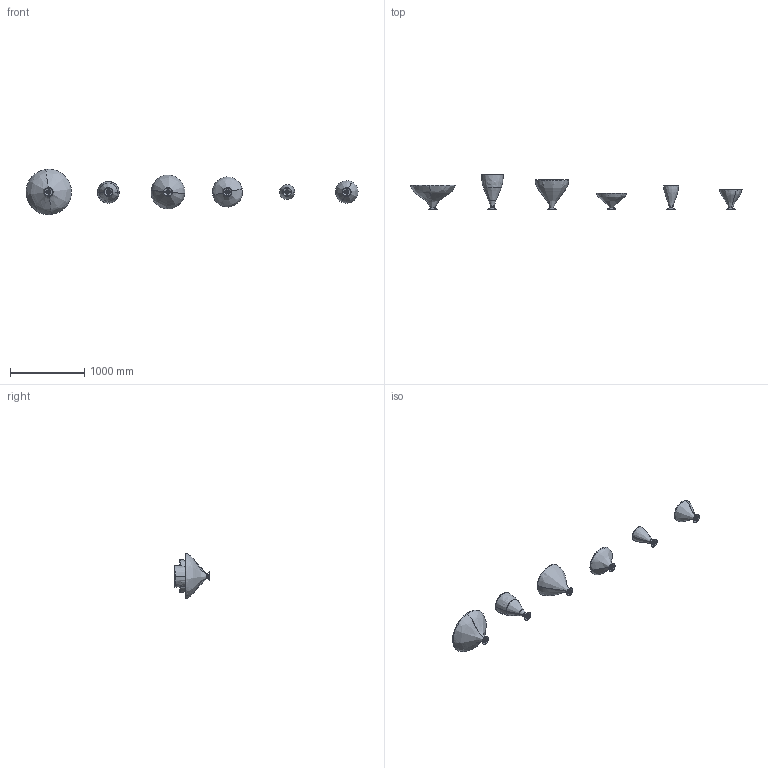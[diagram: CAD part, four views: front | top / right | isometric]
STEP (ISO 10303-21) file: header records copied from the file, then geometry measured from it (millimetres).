
FILE_DESCRIPTION (( 'STEP AP214' ), '1' );
FILE_NAME ('Pablo Designs - Swell Flush - All Sizes - Share Cad.STEP', '2026-01-31T00:01:53', ( '' ), ( '' ), 'SwSTEP 2.0', 'SolidWorks 2019', '' );
FILE_SCHEMA (( 'AUTOMOTIVE_DESIGN' ));
Length unit declared in the file: inch
Products named in the file (7): Swell, Flush, V3 - FOR SIZE RUN ASSEMBLY; Swell_WideShade_Final-10202014; Swell XL, Medium, ER CAD; Swell XL, Shade, Narrow.step; Swell_NarrowShade_Final-10202014; Swell XL Wide; Pablo Designs - Swell Flush - All Sizes - Share Cad
Assembly tree (6 placements, depth 2):
  Pablo Designs - Swell Flush - All Sizes - Share Cad
    Swell, Flush, V3 - FOR SIZE RUN ASSEMBLY
    Swell_NarrowShade_Final-10202014
    Swell_WideShade_Final-10202014
    Swell XL Wide
    Swell XL, Medium, ER CAD
    Swell XL, Shade, Narrow.step
Bounding box: 4478.93 x 472.3 x 613.19 mm (x, y, z)
Volume: 3018253.6 mm3; surface area: 3650134 mm2
Topology: 71 solids, 72 shells, 6210 faces, 14262 edges, 9428 vertices
Faces by surface type: plane 5244, cylinder 586, torus 170, cone 104, bspline 82, sphere 24
Entity records: 193319 total; most frequent: CARTESIAN_POINT 33915, DIRECTION 30570, ORIENTED_EDGE 28508, EDGE_CURVE 14254, AXIS2_PLACEMENT_3D 10338, VECTOR 9894, LINE 9894, VERTEX_POINT 9424
